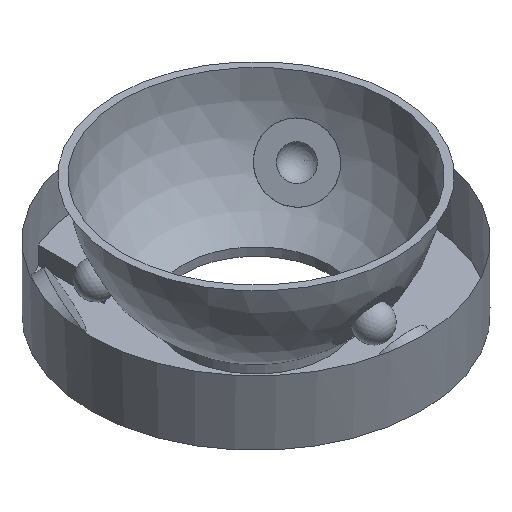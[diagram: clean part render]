
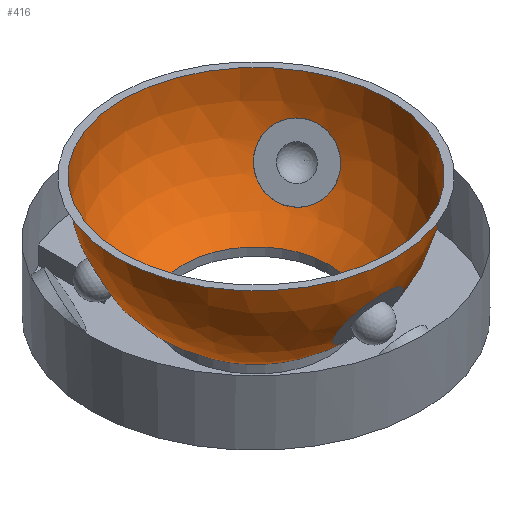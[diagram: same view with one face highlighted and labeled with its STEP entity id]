
A CAD part, isometric view. The second image highlights one B-rep face of the part: STEP entity #416.
In plain terms, the highlighted spherical face has radius 18.5 mm.
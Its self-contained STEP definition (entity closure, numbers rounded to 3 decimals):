
#20=FACE_BOUND('',#147,.T.);
#21=FACE_BOUND('',#148,.T.);
#22=FACE_BOUND('',#149,.T.);
#26=SPHERICAL_SURFACE('',#490,18.5);
#111=FACE_OUTER_BOUND('',#146,.T.);
#146=EDGE_LOOP('',(#361,#362,#363,#364));
#147=EDGE_LOOP('',(#365));
#148=EDGE_LOOP('',(#366));
#149=EDGE_LOOP('',(#367));
#158=CIRCLE('',#450,4.4);
#160=CIRCLE('',#453,4.4);
#162=CIRCLE('',#456,4.4);
#177=CIRCLE('',#487,10.);
#178=CIRCLE('',#489,18.5);
#179=CIRCLE('',#491,18.5);
#187=VERTEX_POINT('',#660);
#189=VERTEX_POINT('',#666);
#191=VERTEX_POINT('',#672);
#214=VERTEX_POINT('',#743);
#215=VERTEX_POINT('',#747);
#226=EDGE_CURVE('',#187,#187,#158,.T.);
#229=EDGE_CURVE('',#189,#189,#160,.T.);
#232=EDGE_CURVE('',#191,#191,#162,.T.);
#263=EDGE_CURVE('',#214,#214,#177,.T.);
#265=EDGE_CURVE('',#215,#215,#178,.T.);
#266=EDGE_CURVE('',#215,#214,#179,.T.);
#361=ORIENTED_EDGE('',*,*,#265,.T.);
#362=ORIENTED_EDGE('',*,*,#266,.T.);
#363=ORIENTED_EDGE('',*,*,#263,.T.);
#364=ORIENTED_EDGE('',*,*,#266,.F.);
#365=ORIENTED_EDGE('',*,*,#226,.T.);
#366=ORIENTED_EDGE('',*,*,#232,.T.);
#367=ORIENTED_EDGE('',*,*,#229,.T.);
#416=ADVANCED_FACE('',(#111,#20,#21,#22),#26,.F.);
#450=AXIS2_PLACEMENT_3D('',#662,#526,#527);
#453=AXIS2_PLACEMENT_3D('',#668,#533,#534);
#456=AXIS2_PLACEMENT_3D('',#674,#540,#541);
#487=AXIS2_PLACEMENT_3D('',#744,#618,#619);
#489=AXIS2_PLACEMENT_3D('',#748,#623,#624);
#490=AXIS2_PLACEMENT_3D('',#749,#625,#626);
#491=AXIS2_PLACEMENT_3D('',#750,#627,#628);
#526=DIRECTION('center_axis',(0.75,0.433,-0.5));
#527=DIRECTION('ref_axis',(0.433,0.25,0.866));
#533=DIRECTION('center_axis',(-0.75,0.433,-0.5));
#534=DIRECTION('ref_axis',(-0.433,0.25,0.866));
#540=DIRECTION('center_axis',(0.,-0.866,-0.5));
#541=DIRECTION('ref_axis',(0.,-0.5,0.866));
#618=DIRECTION('center_axis',(0.,0.,-1.));
#619=DIRECTION('ref_axis',(0.866,0.5,0.));
#623=DIRECTION('center_axis',(0.,0.,1.));
#624=DIRECTION('ref_axis',(0.5,-0.866,0.));
#625=DIRECTION('center_axis',(0.,0.,1.));
#626=DIRECTION('ref_axis',(0.866,0.5,0.));
#627=DIRECTION('center_axis',(0.5,-0.866,0.));
#628=DIRECTION('ref_axis',(-0.866,-0.5,0.));
#660=CARTESIAN_POINT('',(32.523,61.163,5.905));
#662=CARTESIAN_POINT('Origin',(34.428,62.263,9.715));
#666=CARTESIAN_POINT('',(9.38,61.163,5.905));
#668=CARTESIAN_POINT('Origin',(7.474,62.263,9.715));
#672=CARTESIAN_POINT('',(20.951,41.121,5.905));
#674=CARTESIAN_POINT('Origin',(20.951,38.921,9.715));
#743=CARTESIAN_POINT('',(12.291,49.483,3.136));
#744=CARTESIAN_POINT('Origin',(20.951,54.483,3.136));
#747=CARTESIAN_POINT('',(4.93,45.233,18.7));
#748=CARTESIAN_POINT('Origin',(20.951,54.483,18.7));
#749=CARTESIAN_POINT('Origin',(20.951,54.483,18.7));
#750=CARTESIAN_POINT('Origin',(20.951,54.483,18.7));
